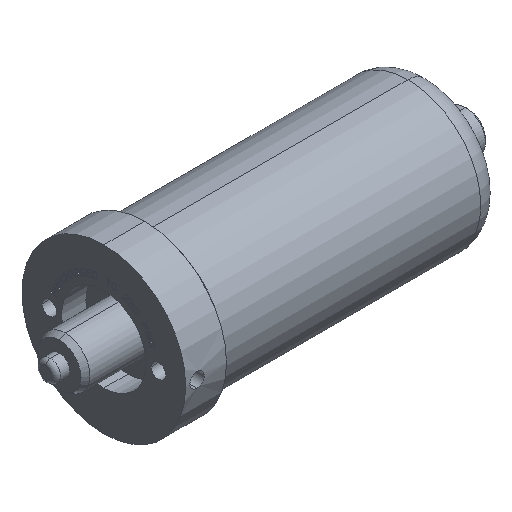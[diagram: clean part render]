
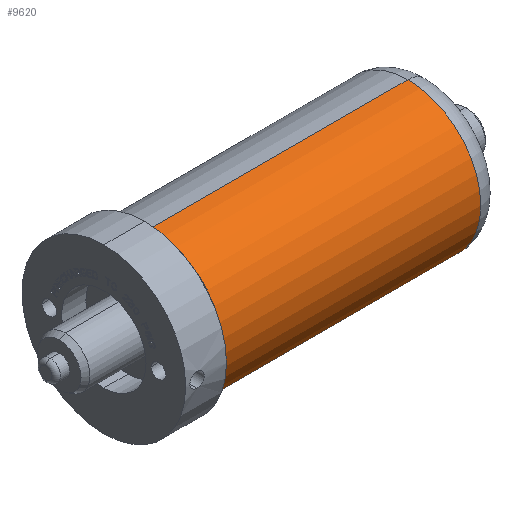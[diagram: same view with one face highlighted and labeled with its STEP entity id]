
A CAD part, isometric view. The second image highlights one B-rep face of the part: STEP entity #9620.
In plain terms, the highlighted cylindrical face has radius 25.4 mm (diameter 50.8 mm), a partial arc.
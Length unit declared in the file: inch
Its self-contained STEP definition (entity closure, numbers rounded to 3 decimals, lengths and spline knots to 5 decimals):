
#258=DIRECTION('',(1.,0.,0.));
#259=VECTOR('',#258,3.526);
#260=CARTESIAN_POINT('',(-4.356,0.,-1.));
#261=LINE('',#260,#259);
#262=DIRECTION('',(1.,0.,0.));
#263=VECTOR('',#262,3.526);
#264=CARTESIAN_POINT('',(-4.356,0.,1.));
#265=LINE('',#264,#263);
#266=CARTESIAN_POINT('',(-0.83,0.,0.));
#267=DIRECTION('',(1.,0.,0.));
#268=DIRECTION('',(0.,0.,1.));
#269=AXIS2_PLACEMENT_3D('',#266,#267,#268);
#291=CARTESIAN_POINT('',(-4.356,0.,0.));
#292=DIRECTION('',(1.,0.,0.));
#293=DIRECTION('',(0.,0.,1.));
#294=AXIS2_PLACEMENT_3D('',#291,#292,#293);
#7016=CARTESIAN_POINT('',(-4.356,0.,-1.));
#7017=CARTESIAN_POINT('',(-0.83,0.,-1.));
#7018=VERTEX_POINT('',#7016);
#7019=VERTEX_POINT('',#7017);
#7044=CARTESIAN_POINT('',(-4.356,0.,1.));
#7045=CARTESIAN_POINT('',(-0.83,0.,1.));
#7046=VERTEX_POINT('',#7044);
#7047=VERTEX_POINT('',#7045);
#9606=CARTESIAN_POINT('',(0.,0.,0.));
#9607=DIRECTION('',(1.,0.,0.));
#9608=DIRECTION('',(0.,0.,1.));
#9609=AXIS2_PLACEMENT_3D('',#9606,#9607,#9608);
#9610=CYLINDRICAL_SURFACE('',#9609,1.);
#9612=ORIENTED_EDGE('',*,*,#9611,.F.);
#9614=ORIENTED_EDGE('',*,*,#9613,.F.);
#9616=ORIENTED_EDGE('',*,*,#9615,.T.);
#9617=ORIENTED_EDGE('',*,*,#9599,.T.);
#9618=EDGE_LOOP('',(#9612,#9614,#9616,#9617));
#9619=FACE_OUTER_BOUND('',#9618,.F.);
#270=CIRCLE('',#269,1.);
#295=CIRCLE('',#294,1.);
#9599=EDGE_CURVE('',#7047,#7019,#270,.T.);
#9611=EDGE_CURVE('',#7018,#7019,#261,.T.);
#9613=EDGE_CURVE('',#7046,#7018,#295,.T.);
#9615=EDGE_CURVE('',#7046,#7047,#265,.T.);
#9620=ADVANCED_FACE('',(#9619),#9610,.T.);
